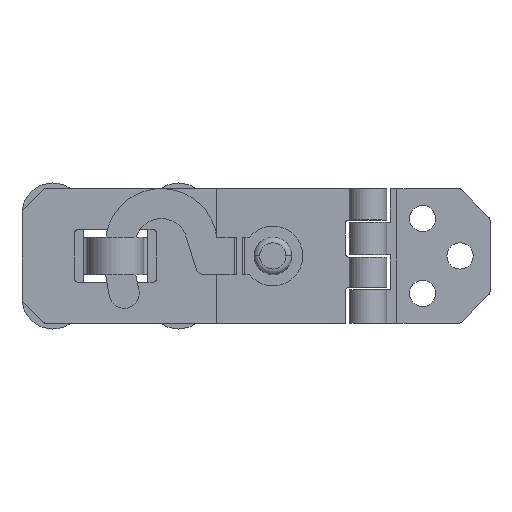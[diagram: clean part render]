
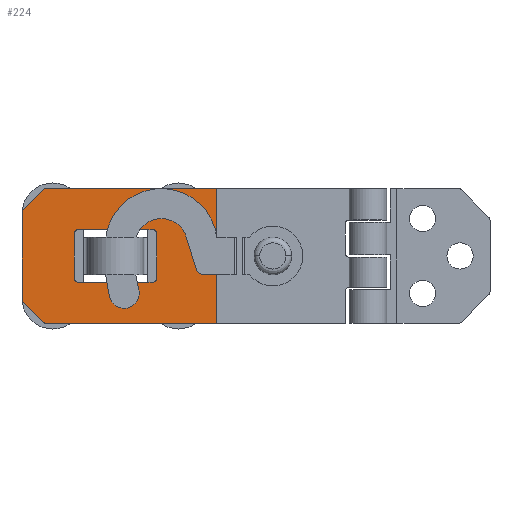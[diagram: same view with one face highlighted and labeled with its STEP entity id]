
A CAD part, top view. The second image highlights one B-rep face of the part: STEP entity #224.
In plain terms, the highlighted planar face has unit normal (0, 0, 1).
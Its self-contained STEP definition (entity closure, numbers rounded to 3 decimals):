
#15=B_SPLINE_CURVE_WITH_KNOTS('',1,(#3429,#3430),.UNSPECIFIED.,.F.,.F.,
(2,2),(3.207,14.793),.UNSPECIFIED.);
#17=B_SPLINE_CURVE_WITH_KNOTS('',1,(#3433,#3434),.UNSPECIFIED.,.F.,.F.,
(2,2),(-54.423,-31.677),.UNSPECIFIED.);
#19=B_SPLINE_CURVE_WITH_KNOTS('',1,(#3437,#3438),.UNSPECIFIED.,.F.,.F.,
(2,2),(-54.423,-31.677),.UNSPECIFIED.);
#26=B_SPLINE_CURVE_WITH_KNOTS('',1,(#3454,#3455),.UNSPECIFIED.,.F.,.F.,
(2,2),(-4.036,-0.207),.UNSPECIFIED.);
#28=B_SPLINE_CURVE_WITH_KNOTS('',1,(#3458,#3459),.UNSPECIFIED.,.F.,.F.,
(2,2),(-4.036,-0.207),.UNSPECIFIED.);
#33=B_SPLINE_CURVE_WITH_KNOTS('',1,(#3483,#3484),.UNSPECIFIED.,.F.,.F.,
(2,2),(-35.285,-29.285),.UNSPECIFIED.);
#34=B_SPLINE_CURVE_WITH_KNOTS('',1,(#3488,#3489),.UNSPECIFIED.,.F.,.F.,
(2,2),(40.13,50.13),.UNSPECIFIED.);
#35=B_SPLINE_CURVE_WITH_KNOTS('',1,(#3493,#3494),.UNSPECIFIED.,.F.,.F.,
(2,2),(-52.856,-46.856),.UNSPECIFIED.);
#36=B_SPLINE_CURVE_WITH_KNOTS('',1,(#3498,#3499),.UNSPECIFIED.,.F.,.F.,
(2,2),(-63.642,-53.642),.UNSPECIFIED.);
#41=B_SPLINE_CURVE_WITH_KNOTS('',1,(#3527,#3528),.UNSPECIFIED.,.F.,.F.,
(2,2),(8.814,9.732),.UNSPECIFIED.);
#193=FACE_BOUND('',#507,.T.);
#224=ADVANCED_FACE('',(#364,#193),#2351,.T.);
#364=FACE_OUTER_BOUND('',#506,.T.);
#506=EDGE_LOOP('',(#711,#712,#713,#714,#715,#716,#717,#718,#719,#720));
#507=EDGE_LOOP('',(#721,#722,#723,#724,#725,#726,#727,#728));
#711=ORIENTED_EDGE('',*,*,#1456,.F.);
#712=ORIENTED_EDGE('',*,*,#1417,.F.);
#713=ORIENTED_EDGE('',*,*,#1452,.T.);
#714=ORIENTED_EDGE('',*,*,#1425,.F.);
#715=ORIENTED_EDGE('',*,*,#1460,.T.);
#716=ORIENTED_EDGE('',*,*,#1413,.F.);
#717=ORIENTED_EDGE('',*,*,#1454,.T.);
#718=ORIENTED_EDGE('',*,*,#1427,.F.);
#719=ORIENTED_EDGE('',*,*,#1409,.T.);
#720=ORIENTED_EDGE('',*,*,#1415,.T.);
#721=ORIENTED_EDGE('',*,*,#1443,.T.);
#722=ORIENTED_EDGE('',*,*,#1442,.T.);
#723=ORIENTED_EDGE('',*,*,#1441,.T.);
#724=ORIENTED_EDGE('',*,*,#1440,.T.);
#725=ORIENTED_EDGE('',*,*,#1439,.T.);
#726=ORIENTED_EDGE('',*,*,#1438,.T.);
#727=ORIENTED_EDGE('',*,*,#1437,.T.);
#728=ORIENTED_EDGE('',*,*,#1436,.T.);
#1409=EDGE_CURVE('',#2137,#2128,#1837,.T.);
#1413=EDGE_CURVE('',#2127,#2126,#15,.T.);
#1415=EDGE_CURVE('',#2128,#2140,#17,.T.);
#1417=EDGE_CURVE('',#2129,#2141,#19,.T.);
#1425=EDGE_CURVE('',#2133,#2132,#26,.T.);
#1427=EDGE_CURVE('',#2137,#2136,#28,.T.);
#1436=EDGE_CURVE('',#2114,#2115,#1843,.T.);
#1437=EDGE_CURVE('',#2116,#2114,#33,.T.);
#1438=EDGE_CURVE('',#2117,#2116,#1844,.T.);
#1439=EDGE_CURVE('',#2118,#2117,#34,.T.);
#1440=EDGE_CURVE('',#2119,#2118,#1845,.T.);
#1441=EDGE_CURVE('',#2120,#2119,#35,.T.);
#1442=EDGE_CURVE('',#2121,#2120,#1846,.T.);
#1443=EDGE_CURVE('',#2115,#2121,#36,.T.);
#1452=EDGE_CURVE('',#2129,#2132,#1847,.T.);
#1454=EDGE_CURVE('',#2127,#2136,#1849,.T.);
#1456=EDGE_CURVE('',#2141,#2140,#41,.T.);
#1460=EDGE_CURVE('',#2133,#2126,#1851,.T.);
#1837=TRIMMED_CURVE($,#1973,(#3421),(#3422),.T.,.CARTESIAN.);
#1843=TRIMMED_CURVE($,#1979,(#3481),(#3482),.T.,.CARTESIAN.);
#1844=TRIMMED_CURVE($,#1980,(#3486),(#3487),.T.,.CARTESIAN.);
#1845=TRIMMED_CURVE($,#1981,(#3491),(#3492),.T.,.CARTESIAN.);
#1846=TRIMMED_CURVE($,#1982,(#3496),(#3497),.T.,.CARTESIAN.);
#1847=TRIMMED_CURVE($,#1983,(#3517),(#3518),.T.,.CARTESIAN.);
#1849=TRIMMED_CURVE($,#1985,(#3523),(#3524),.T.,.CARTESIAN.);
#1851=TRIMMED_CURVE($,#1987,(#3537),(#3538),.T.,.CARTESIAN.);
#1973=CIRCLE('',#2614,0.5);
#1979=CIRCLE('',#2620,0.5);
#1980=CIRCLE('',#2621,0.5);
#1981=CIRCLE('',#2622,0.5);
#1982=CIRCLE('',#2623,0.5);
#1983=CIRCLE('',#2624,0.5);
#1985=CIRCLE('',#2626,0.5);
#1987=CIRCLE('',#2628,0.5);
#2114=VERTEX_POINT('',#3353);
#2115=VERTEX_POINT('',#3354);
#2116=VERTEX_POINT('',#3355);
#2117=VERTEX_POINT('',#3356);
#2118=VERTEX_POINT('',#3357);
#2119=VERTEX_POINT('',#3358);
#2120=VERTEX_POINT('',#3359);
#2121=VERTEX_POINT('',#3360);
#2126=VERTEX_POINT('',#3365);
#2127=VERTEX_POINT('',#3366);
#2128=VERTEX_POINT('',#3367);
#2129=VERTEX_POINT('',#3368);
#2132=VERTEX_POINT('',#3371);
#2133=VERTEX_POINT('',#3372);
#2136=VERTEX_POINT('',#3375);
#2137=VERTEX_POINT('',#3376);
#2140=VERTEX_POINT('',#3379);
#2141=VERTEX_POINT('',#3380);
#2351=PLANE('',#2579);
#2579=AXIS2_PLACEMENT_3D('',#3311,#2853,$);
#2614=AXIS2_PLACEMENT_3D($,#3420,#2889,#2890);
#2620=AXIS2_PLACEMENT_3D($,#3480,#2901,#2902);
#2621=AXIS2_PLACEMENT_3D($,#3485,#2903,#2904);
#2622=AXIS2_PLACEMENT_3D($,#3490,#2905,#2906);
#2623=AXIS2_PLACEMENT_3D($,#3495,#2907,#2908);
#2624=AXIS2_PLACEMENT_3D($,#3516,#2909,#2910);
#2626=AXIS2_PLACEMENT_3D($,#3522,#2913,#2914);
#2628=AXIS2_PLACEMENT_3D($,#3536,#2917,#2918);
#2853=DIRECTION('',(0.,0.,1.));
#2889=DIRECTION('',(0.,0.,1.));
#2890=DIRECTION('',(-0.707,-0.707,0.));
#2901=DIRECTION('',(0.,0.,-1.));
#2902=DIRECTION('',(-1.,0.,0.));
#2903=DIRECTION('',(0.,0.,-1.));
#2904=DIRECTION('',(0.,-1.,0.));
#2905=DIRECTION('',(0.,0.,-1.));
#2906=DIRECTION('',(1.,0.,0.));
#2907=DIRECTION('',(0.,0.,-1.));
#2908=DIRECTION('',(0.,1.,0.));
#2909=DIRECTION('',(0.,0.,1.));
#2910=DIRECTION('',(0.,1.,0.));
#2913=DIRECTION('',(0.,0.,1.));
#2914=DIRECTION('',(-1.,0.,0.));
#2917=DIRECTION('',(0.,0.,1.));
#2918=DIRECTION('',(-0.707,0.707,0.));
#3311=CARTESIAN_POINT('',(-42.271,0.,10.466));
#3353=CARTESIAN_POINT('',(-35.271,12.,10.466));
#3354=CARTESIAN_POINT('',(-34.771,12.5,10.466));
#3355=CARTESIAN_POINT('',(-35.271,6.,10.466));
#3356=CARTESIAN_POINT('',(-34.771,5.5,10.466));
#3357=CARTESIAN_POINT('',(-24.771,5.5,10.466));
#3358=CARTESIAN_POINT('',(-24.271,6.,10.466));
#3359=CARTESIAN_POINT('',(-24.271,12.,10.466));
#3360=CARTESIAN_POINT('',(-24.771,12.5,10.466));
#3365=CARTESIAN_POINT('',(-42.271,14.793,10.466));
#3366=CARTESIAN_POINT('',(-42.271,3.207,10.466));
#3367=CARTESIAN_POINT('',(-39.064,0.,10.466));
#3368=CARTESIAN_POINT('',(-39.064,18.,10.466));
#3371=CARTESIAN_POINT('',(-39.418,17.854,10.466));
#3372=CARTESIAN_POINT('',(-42.125,15.146,10.466));
#3375=CARTESIAN_POINT('',(-42.125,2.854,10.466));
#3376=CARTESIAN_POINT('',(-39.418,0.146,10.466));
#3379=CARTESIAN_POINT('',(-16.318,0.,10.466));
#3380=CARTESIAN_POINT('',(-16.318,18.,10.466));
#3420=CARTESIAN_POINT('',(-39.064,0.5,10.466));
#3421=CARTESIAN_POINT('',(-39.418,0.146,10.466));
#3422=CARTESIAN_POINT('',(-39.064,0.,10.466));
#3429=CARTESIAN_POINT('',(-42.271,3.207,10.466));
#3430=CARTESIAN_POINT('',(-42.271,14.793,10.466));
#3433=CARTESIAN_POINT('',(-39.064,0.,10.466));
#3434=CARTESIAN_POINT('',(-16.318,0.,10.466));
#3437=CARTESIAN_POINT('',(-39.064,18.,10.466));
#3438=CARTESIAN_POINT('',(-16.318,18.,10.466));
#3454=CARTESIAN_POINT('',(-42.125,15.146,10.466));
#3455=CARTESIAN_POINT('',(-39.418,17.854,10.466));
#3458=CARTESIAN_POINT('',(-39.418,0.146,10.466));
#3459=CARTESIAN_POINT('',(-42.125,2.854,10.466));
#3480=CARTESIAN_POINT('',(-34.771,12.,10.466));
#3481=CARTESIAN_POINT('',(-35.271,12.,10.466));
#3482=CARTESIAN_POINT('',(-34.771,12.5,10.466));
#3483=CARTESIAN_POINT('',(-35.271,6.,10.466));
#3484=CARTESIAN_POINT('',(-35.271,12.,10.466));
#3485=CARTESIAN_POINT('',(-34.771,6.,10.466));
#3486=CARTESIAN_POINT('',(-34.771,5.5,10.466));
#3487=CARTESIAN_POINT('',(-35.271,6.,10.466));
#3488=CARTESIAN_POINT('',(-24.771,5.5,10.466));
#3489=CARTESIAN_POINT('',(-34.771,5.5,10.466));
#3490=CARTESIAN_POINT('',(-24.771,6.,10.466));
#3491=CARTESIAN_POINT('',(-24.271,6.,10.466));
#3492=CARTESIAN_POINT('',(-24.771,5.5,10.466));
#3493=CARTESIAN_POINT('',(-24.271,12.,10.466));
#3494=CARTESIAN_POINT('',(-24.271,6.,10.466));
#3495=CARTESIAN_POINT('',(-24.771,12.,10.466));
#3496=CARTESIAN_POINT('',(-24.771,12.5,10.466));
#3497=CARTESIAN_POINT('',(-24.271,12.,10.466));
#3498=CARTESIAN_POINT('',(-34.771,12.5,10.466));
#3499=CARTESIAN_POINT('',(-24.771,12.5,10.466));
#3516=CARTESIAN_POINT('',(-39.064,17.5,10.466));
#3517=CARTESIAN_POINT('',(-39.064,18.,10.466));
#3518=CARTESIAN_POINT('',(-39.418,17.854,10.466));
#3522=CARTESIAN_POINT('',(-41.771,3.207,10.466));
#3523=CARTESIAN_POINT('',(-42.271,3.207,10.466));
#3524=CARTESIAN_POINT('',(-42.125,2.854,10.466));
#3527=CARTESIAN_POINT('',(-16.318,18.,10.466));
#3528=CARTESIAN_POINT('',(-16.318,0.,10.466));
#3536=CARTESIAN_POINT('',(-41.771,14.793,10.466));
#3537=CARTESIAN_POINT('',(-42.125,15.146,10.466));
#3538=CARTESIAN_POINT('',(-42.271,14.793,10.466));
